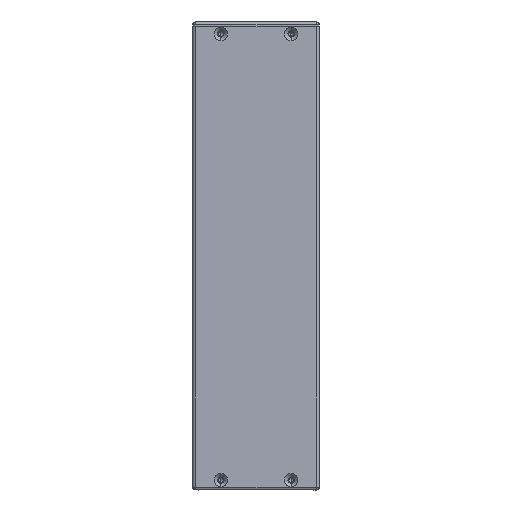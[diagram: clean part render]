
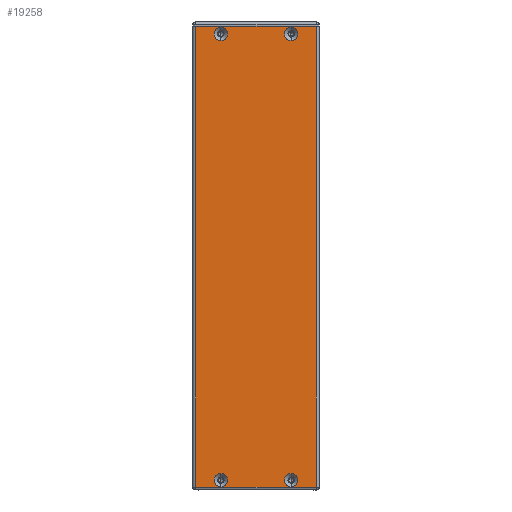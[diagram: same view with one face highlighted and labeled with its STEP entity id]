
A CAD part, left-side view. The second image highlights one B-rep face of the part: STEP entity #19258.
In plain terms, the highlighted face is planar.
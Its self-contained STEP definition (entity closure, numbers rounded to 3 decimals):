
#28 = ORIENTED_EDGE ( 'NONE', *, *, #12829, .F. ) ;
#420 = DIRECTION ( 'NONE',  ( -1., 0., 0. ) ) ;
#487 = CARTESIAN_POINT ( 'NONE',  ( 0., 2., 0. ) ) ;
#678 = EDGE_CURVE ( 'NONE', #13954, #14316, #17584, .T. ) ;
#763 = EDGE_CURVE ( 'NONE', #18355, #4888, #22609, .T. ) ;
#769 = CARTESIAN_POINT ( 'NONE',  ( 323., 70., 0. ) ) ;
#882 = AXIS2_PLACEMENT_3D ( 'NONE', #4322, #2575, #23270 ) ;
#1273 = ORIENTED_EDGE ( 'NONE', *, *, #763, .F. ) ;
#1370 = AXIS2_PLACEMENT_3D ( 'NONE', #5829, #9539, #7895 ) ;
#1829 = EDGE_LOOP ( 'NONE', ( #17702, #15966 ) ) ;
#1982 = AXIS2_PLACEMENT_3D ( 'NONE', #14719, #14545, #10675 ) ;
#2004 = CIRCLE ( 'NONE', #3170, 4.7 ) ;
#2073 = CARTESIAN_POINT ( 'NONE',  ( 0., 88., 0. ) ) ;
#2575 = DIRECTION ( 'NONE',  ( 0., 0., -1. ) ) ;
#2580 = EDGE_LOOP ( 'NONE', ( #7449, #28 ) ) ;
#3160 = CARTESIAN_POINT ( 'NONE',  ( 327.7, 70., 0. ) ) ;
#3170 = AXIS2_PLACEMENT_3D ( 'NONE', #20257, #14600, #7253 ) ;
#3643 = VERTEX_POINT ( 'NONE', #13232 ) ;
#4322 = CARTESIAN_POINT ( 'NONE',  ( 323., 20., 0. ) ) ;
#4375 = CARTESIAN_POINT ( 'NONE',  ( 10.2, 20., 0. ) ) ;
#4533 = CARTESIAN_POINT ( 'NONE',  ( 327.7, 20., 0. ) ) ;
#4664 = VERTEX_POINT ( 'NONE', #13142 ) ;
#4706 = CIRCLE ( 'NONE', #882, 4.7 ) ;
#4888 = VERTEX_POINT ( 'NONE', #9990 ) ;
#4981 = FACE_BOUND ( 'NONE', #17200, .T. ) ;
#5297 = ORIENTED_EDGE ( 'NONE', *, *, #678, .F. ) ;
#5634 = VECTOR ( 'NONE', #16098, 1000. ) ;
#5656 = ORIENTED_EDGE ( 'NONE', *, *, #8137, .F. ) ;
#5829 = CARTESIAN_POINT ( 'NONE',  ( 323., 20., 0. ) ) ;
#5849 = CARTESIAN_POINT ( 'NONE',  ( 0.8, 70., 0. ) ) ;
#6072 = PLANE ( 'NONE',  #11824 ) ;
#6512 = ORIENTED_EDGE ( 'NONE', *, *, #21198, .T. ) ;
#6761 = FACE_BOUND ( 'NONE', #1829, .T. ) ;
#6777 = CIRCLE ( 'NONE', #1370, 4.7 ) ;
#7036 = CARTESIAN_POINT ( 'NONE',  ( 5.5, 20., 0. ) ) ;
#7240 = DIRECTION ( 'NONE',  ( -1., 0., 0. ) ) ;
#7253 = DIRECTION ( 'NONE',  ( -1., 0., 0. ) ) ;
#7449 = ORIENTED_EDGE ( 'NONE', *, *, #20356, .F. ) ;
#7814 = DIRECTION ( 'NONE',  ( -1., 0., 0. ) ) ;
#7895 = DIRECTION ( 'NONE',  ( -1., 0., 0. ) ) ;
#8137 = EDGE_CURVE ( 'NONE', #14316, #13954, #8761, .T. ) ;
#8761 = CIRCLE ( 'NONE', #19728, 4.7 ) ;
#8862 = DIRECTION ( 'NONE',  ( 0., 0., -1. ) ) ;
#9146 = CARTESIAN_POINT ( 'NONE',  ( 5.5, 70., 0. ) ) ;
#9539 = DIRECTION ( 'NONE',  ( 0., 0., -1. ) ) ;
#9623 = DIRECTION ( 'NONE',  ( -1., 0., 0. ) ) ;
#9862 = CARTESIAN_POINT ( 'NONE',  ( 0., 0., 0. ) ) ;
#9929 = CARTESIAN_POINT ( 'NONE',  ( 0.8, 20., 0. ) ) ;
#9990 = CARTESIAN_POINT ( 'NONE',  ( 0., 2., 0. ) ) ;
#10071 = AXIS2_PLACEMENT_3D ( 'NONE', #9146, #20411, #7240 ) ;
#10675 = DIRECTION ( 'NONE',  ( -1., 0., 0. ) ) ;
#11066 = CARTESIAN_POINT ( 'NONE',  ( 328., 88., 0. ) ) ;
#11242 = VECTOR ( 'NONE', #16958, 1000. ) ;
#11457 = AXIS2_PLACEMENT_3D ( 'NONE', #769, #14342, #17870 ) ;
#11579 = ORIENTED_EDGE ( 'NONE', *, *, #18055, .F. ) ;
#11617 = CARTESIAN_POINT ( 'NONE',  ( 5.5, 20., 0. ) ) ;
#11798 = EDGE_CURVE ( 'NONE', #4664, #17327, #6777, .T. ) ;
#11824 = AXIS2_PLACEMENT_3D ( 'NONE', #9862, #23121, #420 ) ;
#12023 = EDGE_CURVE ( 'NONE', #17327, #4664, #4706, .T. ) ;
#12293 = VECTOR ( 'NONE', #7814, 1000. ) ;
#12472 = CARTESIAN_POINT ( 'NONE',  ( 328., 2., 0. ) ) ;
#12572 = DIRECTION ( 'NONE',  ( 0., -1., 0. ) ) ;
#12701 = LINE ( 'NONE', #20680, #11242 ) ;
#12728 = LINE ( 'NONE', #12472, #5634 ) ;
#12760 = VERTEX_POINT ( 'NONE', #11066 ) ;
#12829 = EDGE_CURVE ( 'NONE', #19464, #3643, #2004, .T. ) ;
#13142 = CARTESIAN_POINT ( 'NONE',  ( 318.3, 20., 0. ) ) ;
#13232 = CARTESIAN_POINT ( 'NONE',  ( 318.3, 70., 0. ) ) ;
#13631 = CIRCLE ( 'NONE', #1982, 4.7 ) ;
#13954 = VERTEX_POINT ( 'NONE', #9929 ) ;
#14062 = LINE ( 'NONE', #487, #12293 ) ;
#14207 = CARTESIAN_POINT ( 'NONE',  ( 0., 0., 0. ) ) ;
#14316 = VERTEX_POINT ( 'NONE', #4375 ) ;
#14342 = DIRECTION ( 'NONE',  ( 0., 0., -1. ) ) ;
#14429 = FACE_OUTER_BOUND ( 'NONE', #24169, .T. ) ;
#14532 = DIRECTION ( 'NONE',  ( -1., 0., 0. ) ) ;
#14545 = DIRECTION ( 'NONE',  ( 0., 0., -1. ) ) ;
#14600 = DIRECTION ( 'NONE',  ( 0., 0., -1. ) ) ;
#14719 = CARTESIAN_POINT ( 'NONE',  ( 5.5, 70., 0. ) ) ;
#15349 = FACE_BOUND ( 'NONE', #2580, .T. ) ;
#15750 = VECTOR ( 'NONE', #12572, 1000. ) ;
#15966 = ORIENTED_EDGE ( 'NONE', *, *, #12023, .F. ) ;
#16098 = DIRECTION ( 'NONE',  ( 0., -1., 0. ) ) ;
#16633 = VERTEX_POINT ( 'NONE', #22714 ) ;
#16958 = DIRECTION ( 'NONE',  ( 1., 0., 0. ) ) ;
#17200 = EDGE_LOOP ( 'NONE', ( #22967, #11579 ) ) ;
#17245 = VERTEX_POINT ( 'NONE', #19225 ) ;
#17327 = VERTEX_POINT ( 'NONE', #4533 ) ;
#17584 = CIRCLE ( 'NONE', #24411, 4.7 ) ;
#17701 = CIRCLE ( 'NONE', #11457, 4.7 ) ;
#17702 = ORIENTED_EDGE ( 'NONE', *, *, #11798, .F. ) ;
#17870 = DIRECTION ( 'NONE',  ( -1., 0., 0. ) ) ;
#18035 = FACE_BOUND ( 'NONE', #22105, .T. ) ;
#18055 = EDGE_CURVE ( 'NONE', #16633, #22163, #13631, .T. ) ;
#18059 = CIRCLE ( 'NONE', #10071, 4.7 ) ;
#18355 = VERTEX_POINT ( 'NONE', #2073 ) ;
#18616 = EDGE_CURVE ( 'NONE', #12760, #17245, #12728, .T. ) ;
#18665 = EDGE_CURVE ( 'NONE', #18355, #12760, #12701, .T. ) ;
#18988 = EDGE_CURVE ( 'NONE', #22163, #16633, #18059, .T. ) ;
#19225 = CARTESIAN_POINT ( 'NONE',  ( 328., 2., 0. ) ) ;
#19258 = ADVANCED_FACE ( 'NONE', ( #6761, #15349, #18035, #4981, #14429 ), #6072, .T. ) ;
#19464 = VERTEX_POINT ( 'NONE', #3160 ) ;
#19614 = ORIENTED_EDGE ( 'NONE', *, *, #18616, .T. ) ;
#19728 = AXIS2_PLACEMENT_3D ( 'NONE', #11617, #21211, #9623 ) ;
#20257 = CARTESIAN_POINT ( 'NONE',  ( 323., 70., 0. ) ) ;
#20356 = EDGE_CURVE ( 'NONE', #3643, #19464, #17701, .T. ) ;
#20411 = DIRECTION ( 'NONE',  ( 0., 0., -1. ) ) ;
#20680 = CARTESIAN_POINT ( 'NONE',  ( 330., 88., 0. ) ) ;
#21198 = EDGE_CURVE ( 'NONE', #17245, #4888, #14062, .T. ) ;
#21211 = DIRECTION ( 'NONE',  ( 0., 0., -1. ) ) ;
#22105 = EDGE_LOOP ( 'NONE', ( #5297, #5656 ) ) ;
#22163 = VERTEX_POINT ( 'NONE', #5849 ) ;
#22609 = LINE ( 'NONE', #14207, #15750 ) ;
#22714 = CARTESIAN_POINT ( 'NONE',  ( 10.2, 70., 0. ) ) ;
#22967 = ORIENTED_EDGE ( 'NONE', *, *, #18988, .F. ) ;
#23121 = DIRECTION ( 'NONE',  ( 0., 0., -1. ) ) ;
#23270 = DIRECTION ( 'NONE',  ( -1., 0., 0. ) ) ;
#24038 = ORIENTED_EDGE ( 'NONE', *, *, #18665, .T. ) ;
#24169 = EDGE_LOOP ( 'NONE', ( #24038, #19614, #6512, #1273 ) ) ;
#24411 = AXIS2_PLACEMENT_3D ( 'NONE', #7036, #8862, #14532 ) ;
